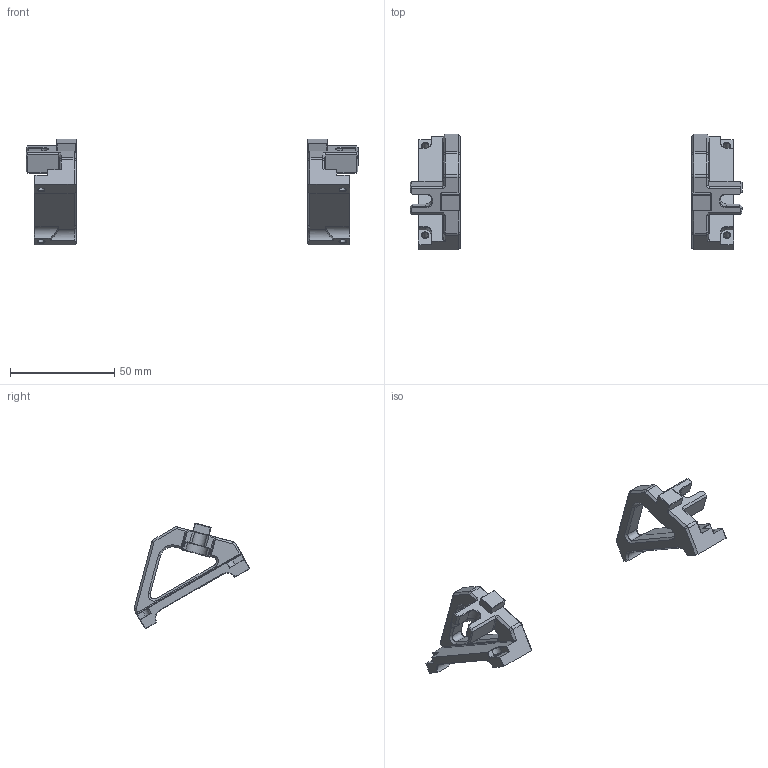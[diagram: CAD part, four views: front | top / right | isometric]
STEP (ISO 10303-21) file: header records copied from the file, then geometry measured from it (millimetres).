
FILE_DESCRIPTION(/* description */ (''),/* implementation_level */ '2;1');
FILE_NAME(/* name */ 'OLED-Holders.step',/* time_stamp */ '2020-09-22T16:10:18+02:00',/* author */ (''),/* organization */ (''),/* preprocessor_version */ 'ST-DEVELOPER v18.1',/* originating_system */ 'Autodesk Translation Framework v9.3.0.1241',/* authorisation */ '');
FILE_SCHEMA (('AUTOMOTIVE_DESIGN { 1 0 10303 214 3 1 1 }'));
Length unit declared in the file: millimetre
Products named in the file (3): OLED-Holder; OLED-mount Left; OLED-mount Right
Assembly tree (2 placements, depth 2):
  OLED-Holder
    OLED-mount Left
    OLED-mount Right
Bounding box: 159 x 55.46 x 50.66 mm (x, y, z)
Volume: 24463.3 mm3; surface area: 12536.9 mm2
Topology: 2 solids, 2 shells, 353 faces, 902 edges, 551 vertices
Faces by surface type: plane 267, cone 54, cylinder 32
Entity records: 10474 total; most frequent: CARTESIAN_POINT 1835, ORIENTED_EDGE 1804, DIRECTION 1728, EDGE_CURVE 902, LINE 768, VECTOR 768, VERTEX_POINT 551, AXIS2_PLACEMENT_3D 480
